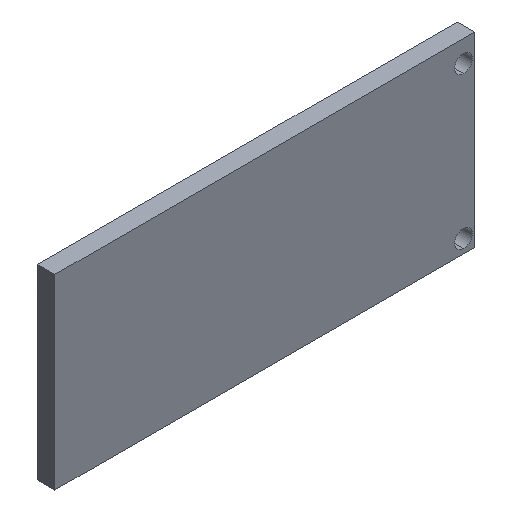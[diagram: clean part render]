
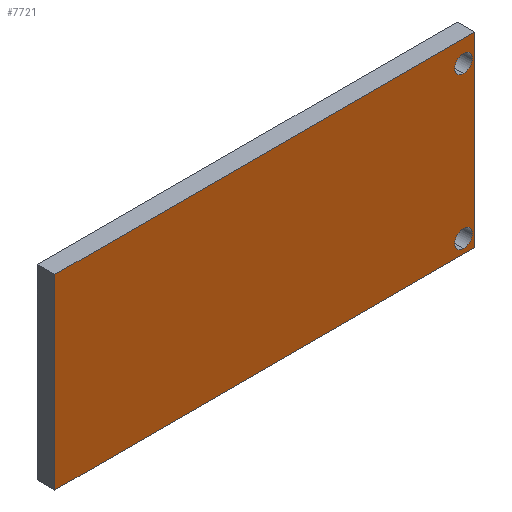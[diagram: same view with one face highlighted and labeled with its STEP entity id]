
A CAD part, isometric view. The second image highlights one B-rep face of the part: STEP entity #7721.
In plain terms, the highlighted planar face has unit normal (0, -1, 0).
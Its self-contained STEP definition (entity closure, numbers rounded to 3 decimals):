
#378 = LINE ( 'NONE', #12752, #7324 ) ;
#1177 = ORIENTED_EDGE ( 'NONE', *, *, #11956, .F. ) ;
#1178 = CARTESIAN_POINT ( 'NONE',  ( -18., -0.75, -8. ) ) ;
#1441 = EDGE_CURVE ( 'NONE', #3362, #3701, #378, .T. ) ;
#1590 = CARTESIAN_POINT ( 'NONE',  ( 17.028, -0.75, -6.843 ) ) ;
#1853 = VERTEX_POINT ( 'NONE', #6668 ) ;
#2353 = CARTESIAN_POINT ( 'NONE',  ( 18., -0.75, -8. ) ) ;
#2923 = DIRECTION ( 'NONE',  ( 0., 0., -1. ) ) ;
#3016 = CARTESIAN_POINT ( 'NONE',  ( 17.028, -0.75, 6.157 ) ) ;
#3362 = VERTEX_POINT ( 'NONE', #1178 ) ;
#3599 = ORIENTED_EDGE ( 'NONE', *, *, #9543, .F. ) ;
#3701 = VERTEX_POINT ( 'NONE', #8405 ) ;
#3953 = ORIENTED_EDGE ( 'NONE', *, *, #9001, .F. ) ;
#4070 = DIRECTION ( 'NONE',  ( 0., -1., 0. ) ) ;
#4105 = VECTOR ( 'NONE', #6486, 1000. ) ;
#4169 = VECTOR ( 'NONE', #13754, 1000. ) ;
#4214 = EDGE_LOOP ( 'NONE', ( #11951, #1177, #7288, #7809 ) ) ;
#4338 = DIRECTION ( 'NONE',  ( 0., 0., -1. ) ) ;
#5231 = AXIS2_PLACEMENT_3D ( 'NONE', #11885, #4070, #13212 ) ;
#6486 = DIRECTION ( 'NONE',  ( -1., 0., 0. ) ) ;
#6493 = AXIS2_PLACEMENT_3D ( 'NONE', #10316, #11501, #15517 ) ;
#6668 = CARTESIAN_POINT ( 'NONE',  ( 17.028, -0.75, 6.907 ) ) ;
#6788 = ORIENTED_EDGE ( 'NONE', *, *, #8973, .F. ) ;
#6850 = FACE_OUTER_BOUND ( 'NONE', #4214, .T. ) ;
#6925 = DIRECTION ( 'NONE',  ( 0., -1., 0. ) ) ;
#7137 = CARTESIAN_POINT ( 'NONE',  ( 17.028, -0.75, -6.093 ) ) ;
#7288 = ORIENTED_EDGE ( 'NONE', *, *, #8159, .F. ) ;
#7324 = VECTOR ( 'NONE', #9047, 1000. ) ;
#7574 = LINE ( 'NONE', #2353, #4105 ) ;
#7721 = ADVANCED_FACE ( 'NONE', ( #13748, #8468, #6850 ), #12934, .T. ) ;
#7809 = ORIENTED_EDGE ( 'NONE', *, *, #9775, .F. ) ;
#8047 = LINE ( 'NONE', #16291, #4169 ) ;
#8159 = EDGE_CURVE ( 'NONE', #10510, #15435, #8047, .T. ) ;
#8295 = AXIS2_PLACEMENT_3D ( 'NONE', #14688, #6925, #15988 ) ;
#8405 = CARTESIAN_POINT ( 'NONE',  ( -18., -0.75, 8. ) ) ;
#8468 = FACE_BOUND ( 'NONE', #11232, .T. ) ;
#8968 = CARTESIAN_POINT ( 'NONE',  ( 18., -0.75, -8. ) ) ;
#8973 = EDGE_CURVE ( 'NONE', #11719, #13669, #9810, .T. ) ;
#9001 = EDGE_CURVE ( 'NONE', #13669, #11719, #10425, .T. ) ;
#9047 = DIRECTION ( 'NONE',  ( 0., 0., 1. ) ) ;
#9543 = EDGE_CURVE ( 'NONE', #12337, #1853, #12205, .T. ) ;
#9562 = EDGE_CURVE ( 'NONE', #1853, #12337, #15659, .T. ) ;
#9570 = VECTOR ( 'NONE', #15059, 1000. ) ;
#9775 = EDGE_CURVE ( 'NONE', #3701, #10510, #16450, .T. ) ;
#9810 = CIRCLE ( 'NONE', #5231, 0.75 ) ;
#10039 = AXIS2_PLACEMENT_3D ( 'NONE', #3016, #12141, #4338 ) ;
#10316 = CARTESIAN_POINT ( 'NONE',  ( 0., -0.75, 0. ) ) ;
#10425 = CIRCLE ( 'NONE', #16533, 0.75 ) ;
#10510 = VERTEX_POINT ( 'NONE', #14804 ) ;
#10746 = DIRECTION ( 'NONE',  ( 0., -1., 0. ) ) ;
#11232 = EDGE_LOOP ( 'NONE', ( #3953, #6788 ) ) ;
#11501 = DIRECTION ( 'NONE',  ( 0., -1., 0. ) ) ;
#11719 = VERTEX_POINT ( 'NONE', #12331 ) ;
#11885 = CARTESIAN_POINT ( 'NONE',  ( 17.028, -0.75, -6.843 ) ) ;
#11951 = ORIENTED_EDGE ( 'NONE', *, *, #1441, .F. ) ;
#11956 = EDGE_CURVE ( 'NONE', #15435, #3362, #7574, .T. ) ;
#12141 = DIRECTION ( 'NONE',  ( 0., -1., 0. ) ) ;
#12194 = ORIENTED_EDGE ( 'NONE', *, *, #9562, .F. ) ;
#12205 = CIRCLE ( 'NONE', #8295, 0.75 ) ;
#12245 = CARTESIAN_POINT ( 'NONE',  ( 17.028, -0.75, 5.407 ) ) ;
#12331 = CARTESIAN_POINT ( 'NONE',  ( 17.028, -0.75, -7.593 ) ) ;
#12337 = VERTEX_POINT ( 'NONE', #12245 ) ;
#12752 = CARTESIAN_POINT ( 'NONE',  ( -18., -0.75, -8. ) ) ;
#12934 = PLANE ( 'NONE',  #6493 ) ;
#12989 = EDGE_LOOP ( 'NONE', ( #12194, #3599 ) ) ;
#13212 = DIRECTION ( 'NONE',  ( 0., 0., -1. ) ) ;
#13669 = VERTEX_POINT ( 'NONE', #7137 ) ;
#13748 = FACE_BOUND ( 'NONE', #12989, .T. ) ;
#13754 = DIRECTION ( 'NONE',  ( 0., 0., -1. ) ) ;
#13777 = CARTESIAN_POINT ( 'NONE',  ( 18., -0.75, 8. ) ) ;
#14688 = CARTESIAN_POINT ( 'NONE',  ( 17.028, -0.75, 6.157 ) ) ;
#14804 = CARTESIAN_POINT ( 'NONE',  ( 18., -0.75, 8. ) ) ;
#15059 = DIRECTION ( 'NONE',  ( 1., 0., 0. ) ) ;
#15435 = VERTEX_POINT ( 'NONE', #8968 ) ;
#15517 = DIRECTION ( 'NONE',  ( 0., 0., -1. ) ) ;
#15659 = CIRCLE ( 'NONE', #10039, 0.75 ) ;
#15988 = DIRECTION ( 'NONE',  ( 0., 0., -1. ) ) ;
#16291 = CARTESIAN_POINT ( 'NONE',  ( 18., -0.75, -8. ) ) ;
#16450 = LINE ( 'NONE', #13777, #9570 ) ;
#16533 = AXIS2_PLACEMENT_3D ( 'NONE', #1590, #10746, #2923 ) ;
